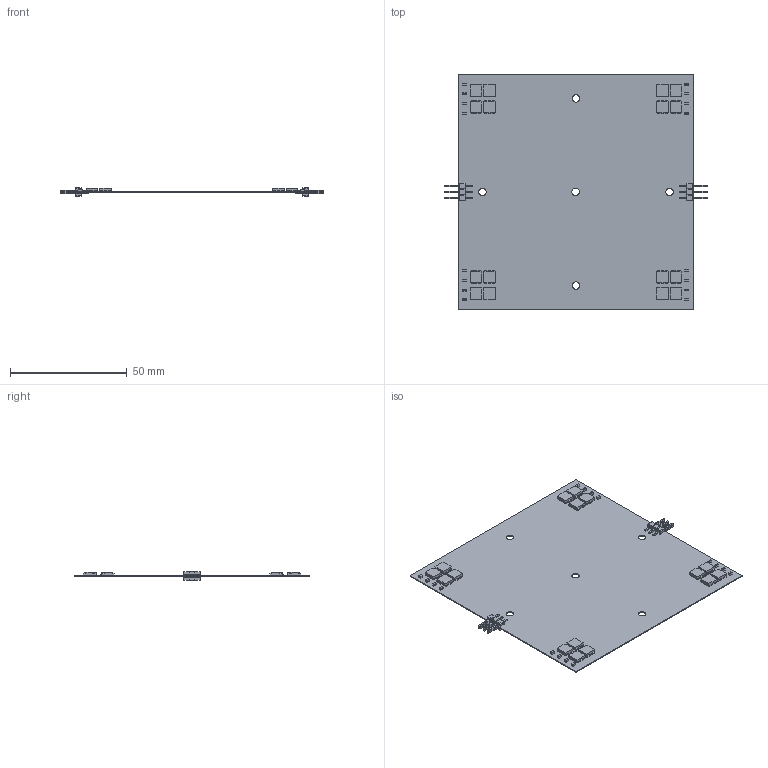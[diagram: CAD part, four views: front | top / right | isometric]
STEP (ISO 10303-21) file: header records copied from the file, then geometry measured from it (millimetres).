
FILE_DESCRIPTION(('Open CASCADE Model'),'2;1');
FILE_NAME('Open CASCADE Shape Model','2021-06-09T15:25:48',('Author'),( 'Open CASCADE'),'Open CASCADE STEP processor 6.8','Open CASCADE 6.8' ,'Unknown');
FILE_SCHEMA(('AUTOMOTIVE_DESIGN { 1 0 10303 214 1 1 1 1 }'));
Products named in the file (1): PCB
Bounding box: 112.13 x 100.5 x 3.55 mm (x, y, z)
Volume: 4769.7 mm3; surface area: 22480.5 mm2
Topology: 65 solids, 225 shells, 1951 faces, 5351 edges, 3578 vertices
Faces by surface type: plane 1174, cylinder 649, sphere 128
Full cylindrical faces by diameter (mm): 3.2 x5
Entity records: 61727 total; most frequent: CARTESIAN_POINT 10753, DIRECTION 10425, ORIENTED_EDGE 9582, EDGE_CURVE 5223, LINE 3925, VECTOR 3925, VERTEX_POINT 3578, AXIS2_PLACEMENT_3D 3250
